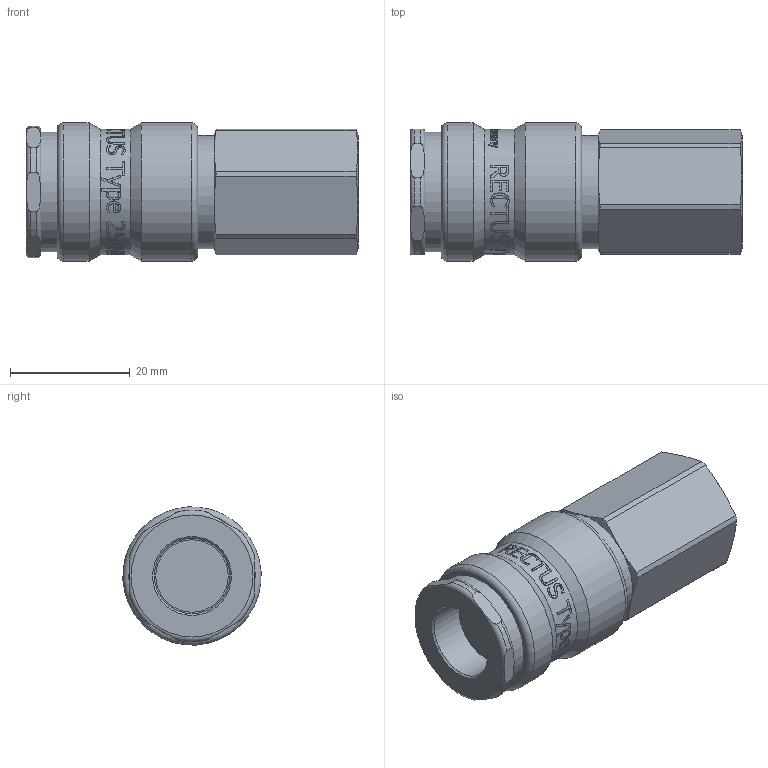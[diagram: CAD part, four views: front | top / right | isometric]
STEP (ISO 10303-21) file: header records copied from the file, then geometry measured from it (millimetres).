
FILE_DESCRIPTION(/* description */ ('25KAIW13BPX0-45159'),/* implementation_level */ '2;1');
FILE_NAME(/* name */ '25kaiw13bpx0.stp',/* time_stamp */ '2020-01-30T07:16:30+01:00',/* author */ ('IA176480'),/* organization */ (''),/* preprocessor_version */ 'ST-DEVELOPER v17',/* originating_system */ 'Autodesk Inventor 2019',/* authorisation */ '');
FILE_SCHEMA (('AUTOMOTIVE_DESIGN { 1 0 10303 214 3 1 1 }'));
Products named in the file (1): D106609
Bounding box: 55.5 x 23.1 x 23.1 mm (x, y, z)
Volume: 16196.9 mm3; surface area: 8774.6 mm2
Topology: 2 solids, 3 shells, 748 faces, 2062 edges, 1383 vertices
Faces by surface type: bspline 374, plane 255, cylinder 92, cone 21, torus 6
Full cylindrical faces by diameter (mm): 11.445 x1, 12.1 x1, 12.6 x1, 14 x1, 14.991 x2, 15 x1, 15.1 x1, 15.3 x1, 16 x2, 17.25 x1, 18.95 x1, 19.35 x1, 20 x1, 20.05 x1, 21 x1, 23.15 x2
Entity records: 115902 total; most frequent: CARTESIAN_POINT 98914, ORIENTED_EDGE 4124, EDGE_CURVE 2062, DIRECTION 2037, VERTEX_POINT 1383, B_SPLINE_CURVE_WITH_KNOTS 1008, EDGE_LOOP 815, LINE 783
